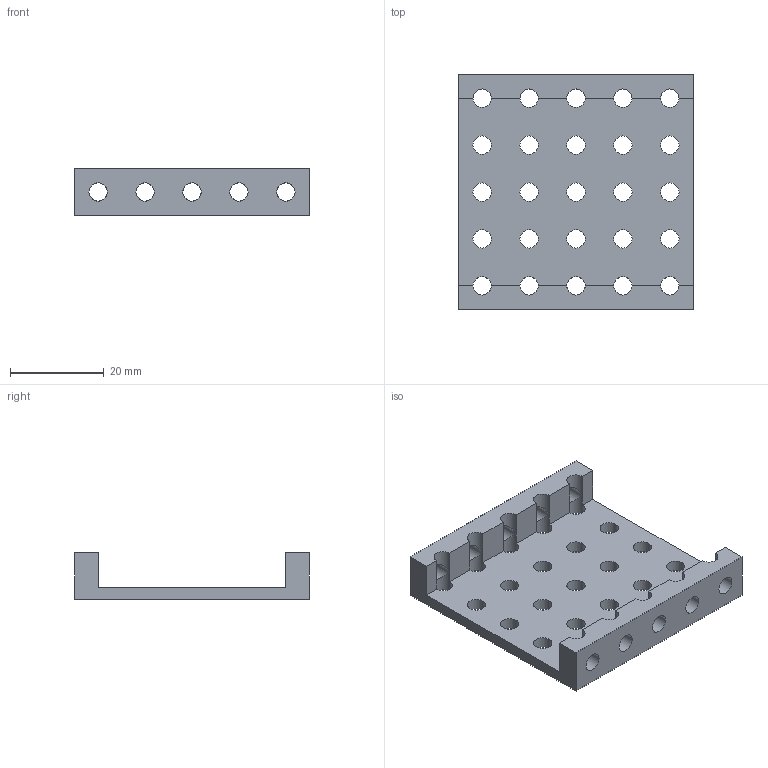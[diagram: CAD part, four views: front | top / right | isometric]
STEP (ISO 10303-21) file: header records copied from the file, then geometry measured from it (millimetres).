
FILE_DESCRIPTION(('Open CASCADE Model'),'2;1');
FILE_NAME('Open CASCADE Shape Model','2025-03-01T10:50:46',('Author'),( 'Open CASCADE'),'Open CASCADE STEP processor 7.8','Open CASCADE 7.8' ,'Unknown');
FILE_SCHEMA(('AUTOMOTIVE_DESIGN { 1 0 10303 214 1 1 1 1 }'));
Length unit declared in the file: millimetre
Products named in the file (1): Open CASCADE STEP translator 7.8 44
Bounding box: 50 x 50 x 10 mm (x, y, z)
Volume: 8405.8 mm3; surface area: 7674.4 mm2
Topology: 1 solids, 1 shells, 65 faces, 219 edges, 136 vertices
Faces by surface type: cylinder 45, plane 20
Full cylindrical faces by diameter (mm): 3.9 x35
Entity records: 5856 total; most frequent: CARTESIAN_POINT 1603, DIRECTION 755, ORIENTED_EDGE 438, PCURVE 438, DEFINITIONAL_REPRESENTATION 438, LINE 363, VECTOR 363, EDGE_CURVE 219
